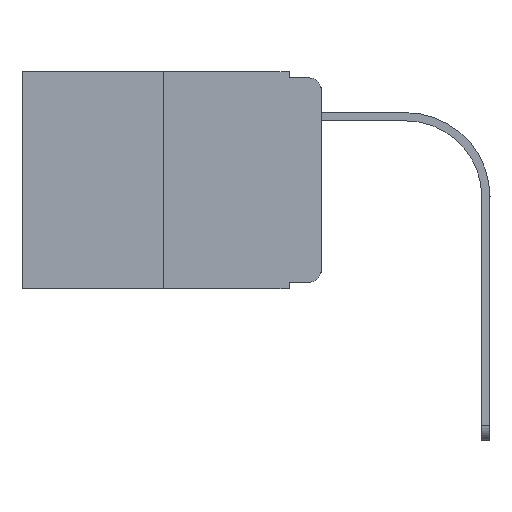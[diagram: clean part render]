
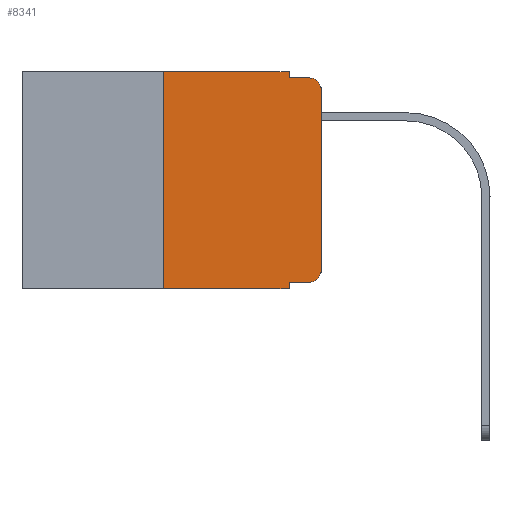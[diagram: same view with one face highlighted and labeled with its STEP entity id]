
A CAD part, left-side view. The second image highlights one B-rep face of the part: STEP entity #8341.
In plain terms, the highlighted planar face has unit normal (-1, 0, 0).
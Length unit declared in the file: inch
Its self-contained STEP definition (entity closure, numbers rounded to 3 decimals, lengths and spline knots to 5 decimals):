
#53 = DIRECTION ( 'NONE',  ( 0., 0., -1. ) ) ;
#243 = CARTESIAN_POINT ( 'NONE',  ( 0., 0.25, 0. ) ) ;
#336 = CARTESIAN_POINT ( 'NONE',  ( 0., 0.051, -0.343 ) ) ;
#570 = DIRECTION ( 'NONE',  ( 0., -1., 0. ) ) ;
#612 = VERTEX_POINT ( 'NONE', #243 ) ;
#660 = VECTOR ( 'NONE', #683, 39.37008 ) ;
#677 = ORIENTED_EDGE ( 'NONE', *, *, #10198, .F. ) ;
#683 = DIRECTION ( 'NONE',  ( 0., 0., 1. ) ) ;
#1101 = CARTESIAN_POINT ( 'NONE',  ( 0., 0.051, -0.333 ) ) ;
#1315 = EDGE_CURVE ( 'NONE', #1497, #5880, #2078, .T. ) ;
#1497 = VERTEX_POINT ( 'NONE', #11278 ) ;
#1522 = CIRCLE ( 'NONE', #6233, 0.02 ) ;
#1525 = CARTESIAN_POINT ( 'NONE',  ( 0., 0.473, -0.343 ) ) ;
#1608 = CARTESIAN_POINT ( 'NONE',  ( 0., 0.02, -0.333 ) ) ;
#1653 = EDGE_CURVE ( 'NONE', #4185, #13867, #4049, .T. ) ;
#1672 = LINE ( 'NONE', #10646, #9856 ) ;
#1707 = EDGE_CURVE ( 'NONE', #7360, #4185, #1522, .T. ) ;
#1784 = CARTESIAN_POINT ( 'NONE',  ( 0., 0.25, 0. ) ) ;
#1800 = CARTESIAN_POINT ( 'NONE',  ( 0., 0.02, -0.03 ) ) ;
#1881 = CARTESIAN_POINT ( 'NONE',  ( 0., 0., 0. ) ) ;
#1945 = LINE ( 'NONE', #3139, #5385 ) ;
#1949 = DIRECTION ( 'NONE',  ( 0., 0., 1. ) ) ;
#2078 = LINE ( 'NONE', #2977, #5272 ) ;
#2091 = EDGE_LOOP ( 'NONE', ( #13666, #13716, #3763, #7009, #677, #5268, #10474, #14505, #6670, #9349 ) ) ;
#2923 = DIRECTION ( 'NONE',  ( -1., 0., 0. ) ) ;
#2977 = CARTESIAN_POINT ( 'NONE',  ( 0., 0.051, -0.01 ) ) ;
#3018 = DIRECTION ( 'NONE',  ( 1., 0., 0. ) ) ;
#3139 = CARTESIAN_POINT ( 'NONE',  ( 0., 0.051, 0. ) ) ;
#3194 = VERTEX_POINT ( 'NONE', #336 ) ;
#3763 = ORIENTED_EDGE ( 'NONE', *, *, #1315, .F. ) ;
#4049 = LINE ( 'NONE', #1881, #11136 ) ;
#4077 = DIRECTION ( 'NONE',  ( 0., 0., -1. ) ) ;
#4152 = CARTESIAN_POINT ( 'NONE',  ( 0., 0.473, 0. ) ) ;
#4185 = VERTEX_POINT ( 'NONE', #9495 ) ;
#4330 = AXIS2_PLACEMENT_3D ( 'NONE', #13008, #3018, #4077 ) ;
#5155 = VERTEX_POINT ( 'NONE', #1101 ) ;
#5268 = ORIENTED_EDGE ( 'NONE', *, *, #6707, .F. ) ;
#5272 = VECTOR ( 'NONE', #6372, 39.37008 ) ;
#5385 = VECTOR ( 'NONE', #10917, 39.37008 ) ;
#5880 = VERTEX_POINT ( 'NONE', #13622 ) ;
#6103 = CIRCLE ( 'NONE', #10074, 0.02 ) ;
#6233 = AXIS2_PLACEMENT_3D ( 'NONE', #8647, #2923, #11813 ) ;
#6284 = LINE ( 'NONE', #4152, #14513 ) ;
#6372 = DIRECTION ( 'NONE',  ( 0., -1., 0. ) ) ;
#6670 = ORIENTED_EDGE ( 'NONE', *, *, #12827, .T. ) ;
#6707 = EDGE_CURVE ( 'NONE', #11406, #612, #11853, .T. ) ;
#6958 = CARTESIAN_POINT ( 'NONE',  ( 0., 0.25, -0.343 ) ) ;
#6988 = VERTEX_POINT ( 'NONE', #14106 ) ;
#7009 = ORIENTED_EDGE ( 'NONE', *, *, #11164, .F. ) ;
#7360 = VERTEX_POINT ( 'NONE', #1608 ) ;
#7524 = VECTOR ( 'NONE', #10575, 39.37008 ) ;
#8341 = ADVANCED_FACE ( 'NONE', ( #14321 ), #13077, .F. ) ;
#8647 = CARTESIAN_POINT ( 'NONE',  ( 0., 0.02, -0.313 ) ) ;
#8952 = VECTOR ( 'NONE', #53, 39.37008 ) ;
#9091 = LINE ( 'NONE', #11214, #8952 ) ;
#9349 = ORIENTED_EDGE ( 'NONE', *, *, #1707, .T. ) ;
#9495 = CARTESIAN_POINT ( 'NONE',  ( 0., 0., -0.313 ) ) ;
#9856 = VECTOR ( 'NONE', #570, 39.37008 ) ;
#10074 = AXIS2_PLACEMENT_3D ( 'NONE', #1800, #13190, #12076 ) ;
#10198 = EDGE_CURVE ( 'NONE', #612, #6988, #6284, .T. ) ;
#10432 = CARTESIAN_POINT ( 'NONE',  ( 0., 0., -0.03 ) ) ;
#10474 = ORIENTED_EDGE ( 'NONE', *, *, #12736, .T. ) ;
#10575 = DIRECTION ( 'NONE',  ( 0., -1., 0. ) ) ;
#10626 = DIRECTION ( 'NONE',  ( 0., -1., 0. ) ) ;
#10646 = CARTESIAN_POINT ( 'NONE',  ( 0., 0.051, -0.333 ) ) ;
#10917 = DIRECTION ( 'NONE',  ( 0., 0., -1. ) ) ;
#11088 = EDGE_CURVE ( 'NONE', #13867, #5880, #6103, .T. ) ;
#11136 = VECTOR ( 'NONE', #1949, 39.37008 ) ;
#11164 = EDGE_CURVE ( 'NONE', #6988, #1497, #1945, .T. ) ;
#11214 = CARTESIAN_POINT ( 'NONE',  ( 0., 0.051, 0. ) ) ;
#11278 = CARTESIAN_POINT ( 'NONE',  ( 0., 0.051, -0.01 ) ) ;
#11406 = VERTEX_POINT ( 'NONE', #6958 ) ;
#11813 = DIRECTION ( 'NONE',  ( 0., 0., -1. ) ) ;
#11853 = LINE ( 'NONE', #1784, #660 ) ;
#12076 = DIRECTION ( 'NONE',  ( 0., 0., -1. ) ) ;
#12574 = EDGE_CURVE ( 'NONE', #5155, #3194, #9091, .T. ) ;
#12736 = EDGE_CURVE ( 'NONE', #11406, #3194, #13246, .T. ) ;
#12827 = EDGE_CURVE ( 'NONE', #5155, #7360, #1672, .T. ) ;
#13008 = CARTESIAN_POINT ( 'NONE',  ( 0., 0.473, 0. ) ) ;
#13077 = PLANE ( 'NONE',  #4330 ) ;
#13190 = DIRECTION ( 'NONE',  ( -1., 0., 0. ) ) ;
#13246 = LINE ( 'NONE', #1525, #7524 ) ;
#13622 = CARTESIAN_POINT ( 'NONE',  ( 0., 0.02, -0.01 ) ) ;
#13666 = ORIENTED_EDGE ( 'NONE', *, *, #1653, .T. ) ;
#13716 = ORIENTED_EDGE ( 'NONE', *, *, #11088, .T. ) ;
#13867 = VERTEX_POINT ( 'NONE', #10432 ) ;
#14106 = CARTESIAN_POINT ( 'NONE',  ( 0., 0.051, 0. ) ) ;
#14321 = FACE_OUTER_BOUND ( 'NONE', #2091, .T. ) ;
#14505 = ORIENTED_EDGE ( 'NONE', *, *, #12574, .F. ) ;
#14513 = VECTOR ( 'NONE', #10626, 39.37008 ) ;
